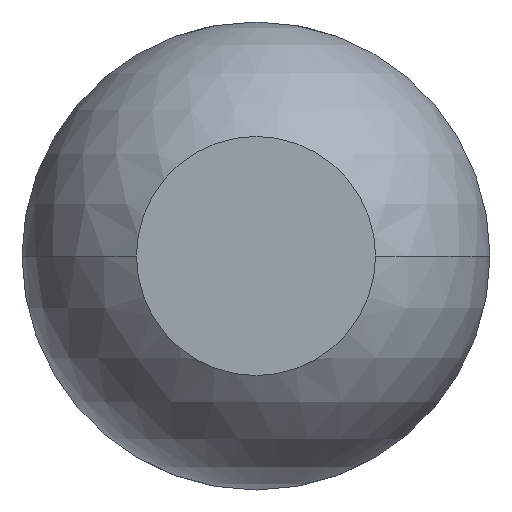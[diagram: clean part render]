
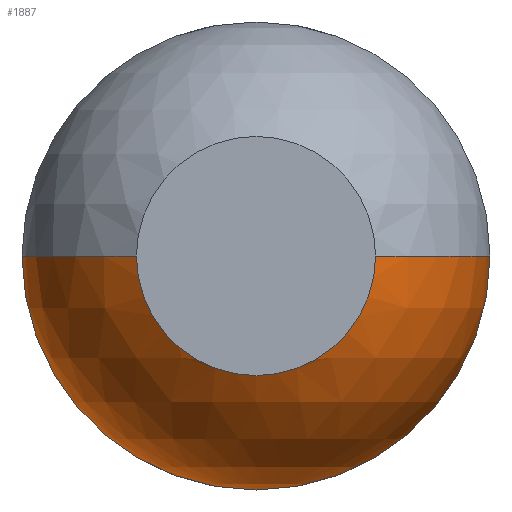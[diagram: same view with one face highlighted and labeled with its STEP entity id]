
A CAD part, front view. The second image highlights one B-rep face of the part: STEP entity #1887.
In plain terms, the highlighted spherical face has radius 0.685 mm.
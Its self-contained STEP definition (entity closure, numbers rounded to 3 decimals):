
#14 = VERTEX_POINT ( 'NONE', #2891 ) ;
#73 = FACE_OUTER_BOUND ( 'NONE', #2810, .T. ) ;
#107 = CARTESIAN_POINT ( 'NONE',  ( 0., -27., 0. ) ) ;
#170 = VERTEX_POINT ( 'NONE', #3029 ) ;
#172 = DIRECTION ( 'NONE',  ( 0., 0., 1. ) ) ;
#186 = DIRECTION ( 'NONE',  ( 0., 1., 0. ) ) ;
#411 = VERTEX_POINT ( 'NONE', #600 ) ;
#446 = ORIENTED_EDGE ( 'NONE', *, *, #1210, .F. ) ;
#512 = EDGE_CURVE ( 'Defeature ausgef�hrt1_5+Defeature ausgef�hrt1_4+Defeature ausgef�hrt1_4+Defeature ausgef�hrt1_4', #411, #2613, #1804, .T. ) ;
#600 = CARTESIAN_POINT ( 'NONE',  ( 0.685, -26.411, 0. ) ) ;
#625 = AXIS2_PLACEMENT_3D ( 'NONE', #1310, #3102, #793 ) ;
#759 = VERTEX_POINT ( 'NONE', #1634 ) ;
#793 = DIRECTION ( 'NONE',  ( 0., 0., -1. ) ) ;
#826 = CARTESIAN_POINT ( 'NONE',  ( 0., -26.411, -0.685 ) ) ;
#880 = VERTEX_POINT ( 'NONE', #1724 ) ;
#944 = CIRCLE ( 'NONE', #1074, 0.35 ) ;
#989 = EDGE_CURVE ( 'Defeature ausgef�hrt1_10+Defeature ausgef�hrt1_4+Defeature ausgef�hrt1_4+Defeature ausgef�hrt1_4', #170, #14, #944, .T. ) ;
#1056 = ORIENTED_EDGE ( 'NONE', *, *, #2776, .T. ) ;
#1066 = ORIENTED_EDGE ( 'NONE', *, *, #1073, .F. ) ;
#1073 = EDGE_CURVE ( 'NONE', #759, #411, #3172, .T. ) ;
#1074 = AXIS2_PLACEMENT_3D ( 'NONE', #107, #1860, #2590 ) ;
#1095 = DIRECTION ( 'NONE',  ( 1., 0., 0. ) ) ;
#1208 = DIRECTION ( 'NONE',  ( -1., 0., 0. ) ) ;
#1210 = EDGE_CURVE ( 'Defeature ausgef�hrt1_10+Defeature ausgef�hrt1_4+Defeature ausgef�hrt1_4+Defeature ausgef�hrt1_4', #14, #759, #2596, .T. ) ;
#1245 = CIRCLE ( 'NONE', #1794, 0.685 ) ;
#1282 = ORIENTED_EDGE ( 'NONE', *, *, #989, .F. ) ;
#1310 = CARTESIAN_POINT ( 'NONE',  ( 0., -27., 0. ) ) ;
#1340 = DIRECTION ( 'NONE',  ( 0., 0., 1. ) ) ;
#1384 = DIRECTION ( 'NONE',  ( 1., 0., 0. ) ) ;
#1418 = AXIS2_PLACEMENT_3D ( 'NONE', #2185, #1450, #1208 ) ;
#1450 = DIRECTION ( 'NONE',  ( 0., 0., -1. ) ) ;
#1511 = CIRCLE ( 'NONE', #1418, 0.685 ) ;
#1634 = CARTESIAN_POINT ( 'NONE',  ( 0.35, -27., 0. ) ) ;
#1688 = AXIS2_PLACEMENT_3D ( 'NONE', #2906, #1869, #1384 ) ;
#1724 = CARTESIAN_POINT ( 'NONE',  ( -0.685, -26.411, 0. ) ) ;
#1783 = EDGE_CURVE ( 'Defeature ausgef�hrt1_5+Defeature ausgef�hrt1_4+Defeature ausgef�hrt1_4+Defeature ausgef�hrt1_4', #2613, #880, #1245, .T. ) ;
#1794 = AXIS2_PLACEMENT_3D ( 'NONE', #2642, #2888, #1340 ) ;
#1804 = CIRCLE ( 'NONE', #3021, 0.685 ) ;
#1860 = DIRECTION ( 'NONE',  ( 0., -1., 0. ) ) ;
#1869 = DIRECTION ( 'NONE',  ( 0., 0., 1. ) ) ;
#1884 = ORIENTED_EDGE ( 'NONE', *, *, #1783, .F. ) ;
#1887 = ADVANCED_FACE ( 'Defeature ausgef�hrt1_4', ( #73 ), #3250, .T. ) ;
#2185 = CARTESIAN_POINT ( 'NONE',  ( 0., -26.411, 0. ) ) ;
#2590 = DIRECTION ( 'NONE',  ( 0., 0., -1. ) ) ;
#2593 = AXIS2_PLACEMENT_3D ( 'NONE', #3175, #3165, #1095 ) ;
#2596 = CIRCLE ( 'NONE', #625, 0.35 ) ;
#2613 = VERTEX_POINT ( 'NONE', #826 ) ;
#2642 = CARTESIAN_POINT ( 'NONE',  ( 0., -26.411, 0. ) ) ;
#2728 = ORIENTED_EDGE ( 'NONE', *, *, #512, .F. ) ;
#2776 = EDGE_CURVE ( 'NONE', #170, #880, #1511, .T. ) ;
#2810 = EDGE_LOOP ( 'NONE', ( #1282, #1056, #1884, #2728, #1066, #446 ) ) ;
#2888 = DIRECTION ( 'NONE',  ( 0., 1., 0. ) ) ;
#2891 = CARTESIAN_POINT ( 'NONE',  ( 0., -27., -0.35 ) ) ;
#2906 = CARTESIAN_POINT ( 'NONE',  ( 0., -26.411, 0. ) ) ;
#2931 = CARTESIAN_POINT ( 'NONE',  ( 0., -26.411, 0. ) ) ;
#3021 = AXIS2_PLACEMENT_3D ( 'NONE', #2931, #186, #172 ) ;
#3029 = CARTESIAN_POINT ( 'NONE',  ( -0.35, -27., 0. ) ) ;
#3102 = DIRECTION ( 'NONE',  ( 0., -1., 0. ) ) ;
#3165 = DIRECTION ( 'NONE',  ( 0., 0., -1. ) ) ;
#3172 = CIRCLE ( 'NONE', #1688, 0.685 ) ;
#3175 = CARTESIAN_POINT ( 'NONE',  ( 0., -26.411, 0. ) ) ;
#3250 = SPHERICAL_SURFACE ( 'NONE', #2593, 0.685 ) ;
